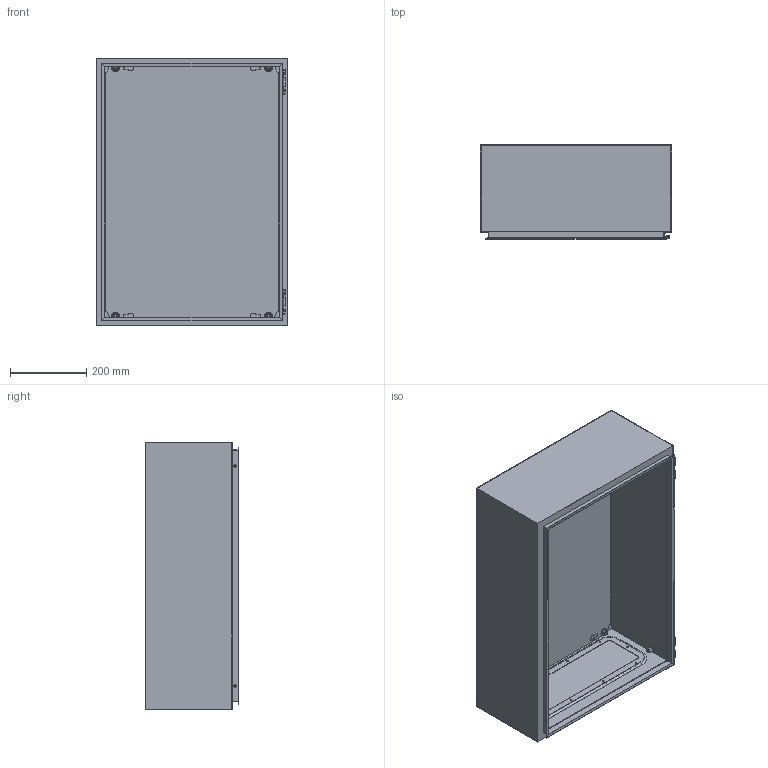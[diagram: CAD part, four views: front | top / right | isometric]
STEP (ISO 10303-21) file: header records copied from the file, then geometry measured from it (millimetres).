
FILE_DESCRIPTION(/* description */ (''),/* implementation_level */ '2;1');
FILE_NAME(/* name */ '1057.000.step',/* time_stamp */ '2022-09-02T13:08:23+02:00',/* author */ (''),/* organization */ (''),/* preprocessor_version */ 'ST-DEVELOPER v19',/* originating_system */ 'Autodesk Translation Framework v11.7.0.108',/* authorisation */ '');
FILE_SCHEMA (('AUTOMOTIVE_DESIGN { 1 0 10303 214 3 1 1 }'));
Length unit declared in the file: millimetre
Products named in the file (16): 1057.000, Kompakt-Schaltschrank AX Basisschrank AX, Stahlble; 1190013952; S1:Enclosure_accessories_general_3/7; 1190000352; S1:Enclosure_accessories_general_4/7; S1:Enclosure_accessories_general_5/7; S1:Enclosure_accessories_general_6/7; S1:Enclosure_accessories_general_7/7; 1190051760; S1:Enclosure_accessories_general_(3)_1/2; S1:Enclosure_accessories_general_(3)_2/2; 1190012592; S1:Flange_plate_(5); 1190064000; S1:Mounting_panel_(41); 1190052576
Assembly tree (19 placements, depth 3):
  1057.000, Kompakt-Schaltschrank AX Basisschrank AX, Stahlble
    1190013952
    S1:Enclosure_accessories_general_3/7
      1190000352
    S1:Enclosure_accessories_general_4/7
      1190051760
    S1:Enclosure_accessories_general_5/7
      1190051760
    S1:Enclosure_accessories_general_6/7
      1190051760
    S1:Enclosure_accessories_general_7/7
      1190051760
    S1:Enclosure_accessories_general_(3)_1/2
      1190012592
    S1:Enclosure_accessories_general_(3)_2/2
      1190012592
    S1:Flange_plate_(5)
      1190064000
    S1:Mounting_panel_(41)
      1190052576
Bounding box: 500 x 245.1 x 700.5 mm (x, y, z)
Volume: 2298460.6 mm3; surface area: 2658355.1 mm2
Topology: 11 solids, 11 shells, 409 faces, 971 edges, 619 vertices
Faces by surface type: plane 249, cylinder 102, cone 48, torus 10
Full cylindrical faces by diameter (mm): 3.5 x2, 4.134 x2, 4.4 x14, 5 x4, 5.75 x2, 6 x2, 6.5 x4, 7.2 x10, 8 x14, 10 x1, 11.2 x1, 13 x5, 14 x1, 15.5 x8, 15.6 x4
Entity records: 8189 total; most frequent: DIRECTION 1404, CARTESIAN_POINT 1381, ORIENTED_EDGE 1282, EDGE_CURVE 641, AXIS2_PLACEMENT_3D 489, LINE 426, VECTOR 426, VERTEX_POINT 412
